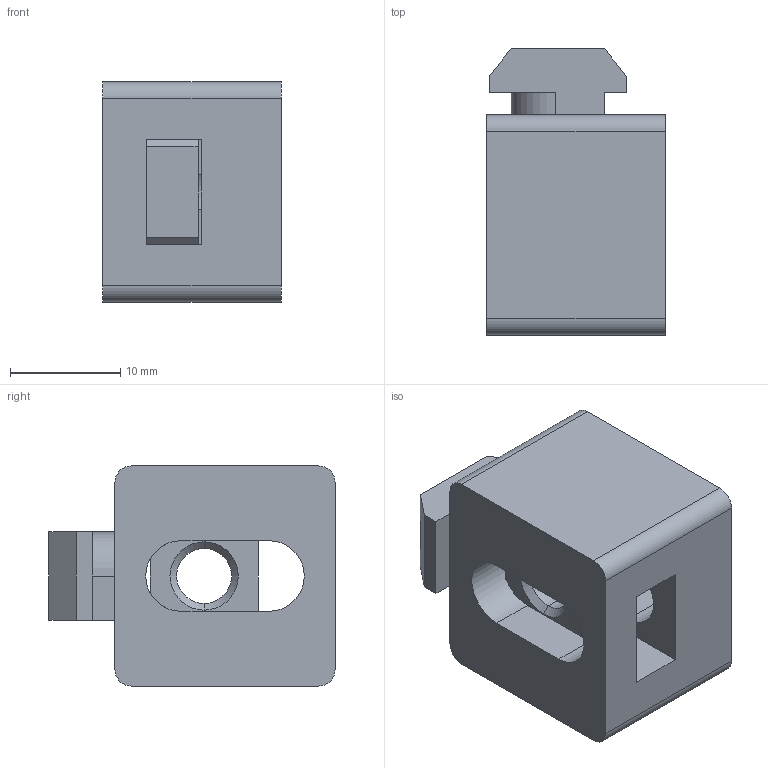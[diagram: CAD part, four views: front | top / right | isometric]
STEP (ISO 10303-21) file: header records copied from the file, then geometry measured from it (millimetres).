
FILE_DESCRIPTION (( 'STEP AP203' ), '1' );
FILE_NAME ('ALF-PC30.step', '2024-08-13T13:01:36', ( '' ), ( '' ), 'SwSTEP 2.0', 'SolidWorks 2022', '' );
FILE_SCHEMA (( 'CONFIG_CONTROL_DESIGN' ));
Length unit declared in the file: millimetre
Products named in the file (3): Соединитель^ALF-PC30; Копия Гайка^ALF-PC30; ALF-PC30
Assembly tree (2 placements, depth 2):
  ALF-PC30
    Соединитель^ALF-PC30
    Копия Гайка^ALF-PC30
Bounding box: 16.2 x 26 x 20 mm (x, y, z)
Volume: 5542 mm3; surface area: 3270.4 mm2
Topology: 2 solids, 2 shells, 52 faces, 140 edges, 92 vertices
Faces by surface type: plane 37, cylinder 11, cone 4
Entity records: 1939 total; most frequent: CARTESIAN_POINT 289, DIRECTION 284, ORIENTED_EDGE 280, EDGE_CURVE 140, VECTOR 110, LINE 110, VERTEX_POINT 92, AXIS2_PLACEMENT_3D 87
